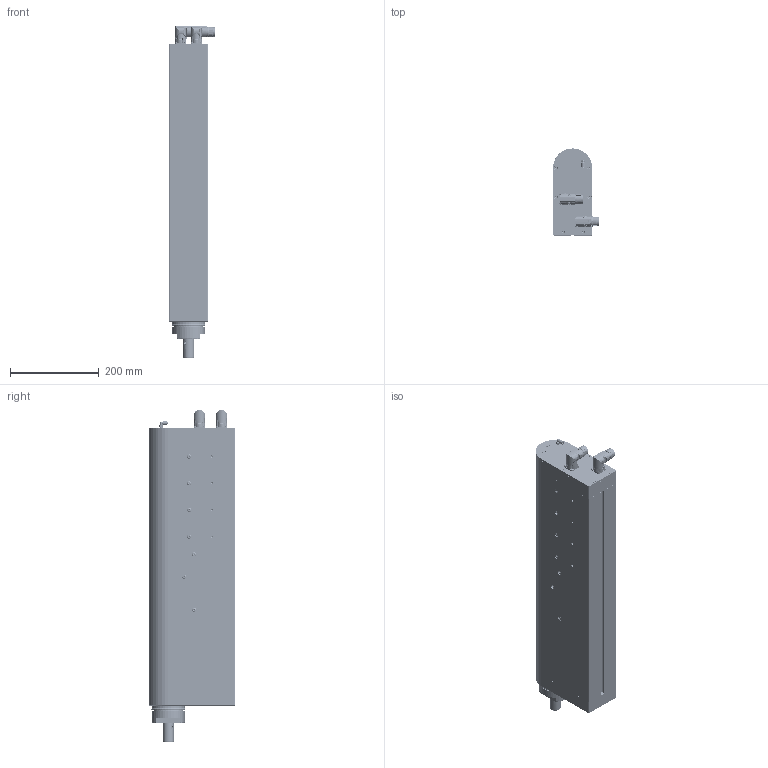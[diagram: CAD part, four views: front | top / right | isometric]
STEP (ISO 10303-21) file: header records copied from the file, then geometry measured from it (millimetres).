
FILE_DESCRIPTION (( 'STEP AP214' ), '1' );
FILE_NAME ('0186-0946_220906_PR02-88x76-C_48x240F-HP-C-150-L01_MS0x_TS00.STEP', '2022-09-06T05:38:55', ( '' ), ( '' ), 'SwSTEP 2.0', 'SolidWorks 2022', '' );
FILE_SCHEMA (( 'AUTOMOTIVE_DESIGN' ));
Length unit declared in the file: millimetre
Products named in the file (3): stator_PR02-88x76-C_48x240F-C-150-L01_MSxx_TS00; 0186-0946_220906_PR02-88x76-C_48x240F-HP-C-150-L01_MS0x_TS00; RS02h-DA-25x612-L01
Assembly tree (2 placements, depth 2):
  0186-0946_220906_PR02-88x76-C_48x240F-HP-C-150-L01_MS0x_TS00
    stator_PR02-88x76-C_48x240F-C-150-L01_MSxx_TS00
    RS02h-DA-25x612-L01
Bounding box: 103.46 x 195 x 746.62 mm (x, y, z)
Volume: 10308467.6 mm3; surface area: 584662.3 mm2
Topology: 43 solids, 45 shells, 3985 faces, 10021 edges, 6183 vertices
Faces by surface type: plane 1348, cylinder 1292, cone 913, bspline 369, torus 52, sphere 11
Full cylindrical faces by diameter (mm): 1 x20, 1.2 x10, 1.5 x10, 1.7 x3, 1.8 x10, 2 x16, 2.05 x8, 2.5 x1, 2.6 x8, 2.7 x9, 2.8 x10, 2.9 x8, 4 x74, 4.2 x4, 4.3 x6, 4.5 x15, 5 x18, 5.5 x8, 5.7 x7, 6 x7, 6.4 x4, 6.8 x5, 7.388 x2, 7.6 x4, 8 x4, 8.4 x8, 9.5 x7, 9.8 x1, 10 x11, 10.5 x4
Entity records: 155187 total; most frequent: CARTESIAN_POINT 63265, ORIENTED_EDGE 18235, DIRECTION 15494, EDGE_CURVE 9120, VERTEX_POINT 5860, AXIS2_PLACEMENT_3D 5776, EDGE_LOOP 4677, FACE_OUTER_BOUND 4262
